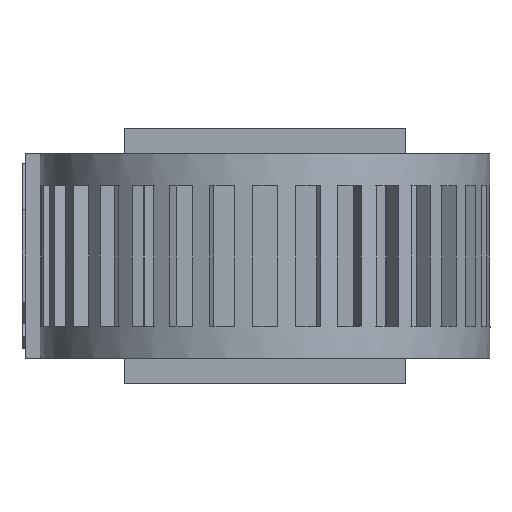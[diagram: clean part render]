
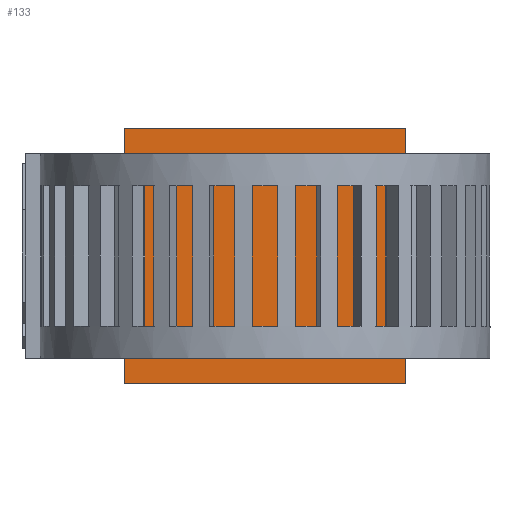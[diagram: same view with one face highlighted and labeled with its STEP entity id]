
A CAD part, front view. The second image highlights one B-rep face of the part: STEP entity #133.
In plain terms, the highlighted planar face has unit normal (0, -1, 0).
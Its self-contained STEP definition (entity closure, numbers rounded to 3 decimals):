
#133 = ADVANCED_FACE ( 'NONE', ( #4229 ), #724, .F. ) ;
#284 = EDGE_CURVE ( 'NONE', #1914, #1919, #3942, .T. ) ;
#333 = CARTESIAN_POINT ( 'NONE',  ( 10.236, 0., 9. ) ) ;
#429 = CARTESIAN_POINT ( 'NONE',  ( 0., 0., 10. ) ) ;
#724 = PLANE ( 'NONE',  #3430 ) ;
#771 = DIRECTION ( 'NONE',  ( 0., 1., 0. ) ) ;
#922 = DIRECTION ( 'NONE',  ( 0., 0., 1. ) ) ;
#1229 = EDGE_CURVE ( 'NONE', #1920, #1804, #3784, .T. ) ;
#1233 = EDGE_CURVE ( 'NONE', #1920, #1921, #3812, .T. ) ;
#1284 = EDGE_CURVE ( 'NONE', #1924, #1921, #3728, .T. ) ;
#1315 = EDGE_CURVE ( 'NONE', #1804, #1805, #3633, .T. ) ;
#1371 = EDGE_CURVE ( 'NONE', #1912, #1926, #3708, .T. ) ;
#1804 = VERTEX_POINT ( 'NONE', #2966 ) ;
#1805 = VERTEX_POINT ( 'NONE', #2961 ) ;
#1912 = VERTEX_POINT ( 'NONE', #2459 ) ;
#1914 = VERTEX_POINT ( 'NONE', #2457 ) ;
#1916 = VERTEX_POINT ( 'NONE', #2455 ) ;
#1917 = VERTEX_POINT ( 'NONE', #2450 ) ;
#1919 = VERTEX_POINT ( 'NONE', #2466 ) ;
#1920 = VERTEX_POINT ( 'NONE', #2469 ) ;
#1921 = VERTEX_POINT ( 'NONE', #2464 ) ;
#1923 = VERTEX_POINT ( 'NONE', #2462 ) ;
#1924 = VERTEX_POINT ( 'NONE', #2465 ) ;
#1926 = VERTEX_POINT ( 'NONE', #2463 ) ;
#2217 = ORIENTED_EDGE ( 'NONE', *, *, #3236, .T. ) ;
#2218 = ORIENTED_EDGE ( 'NONE', *, *, #4766, .T. ) ;
#2219 = ORIENTED_EDGE ( 'NONE', *, *, #1284, .T. ) ;
#2220 = ORIENTED_EDGE ( 'NONE', *, *, #1233, .F. ) ;
#2221 = ORIENTED_EDGE ( 'NONE', *, *, #1229, .T. ) ;
#2222 = ORIENTED_EDGE ( 'NONE', *, *, #1315, .T. ) ;
#2223 = ORIENTED_EDGE ( 'NONE', *, *, #4756, .F. ) ;
#2224 = ORIENTED_EDGE ( 'NONE', *, *, #284, .F. ) ;
#2225 = ORIENTED_EDGE ( 'NONE', *, *, #3229, .F. ) ;
#2226 = ORIENTED_EDGE ( 'NONE', *, *, #1371, .T. ) ;
#2227 = ORIENTED_EDGE ( 'NONE', *, *, #4748, .F. ) ;
#2228 = ORIENTED_EDGE ( 'NONE', *, *, #4769, .F. ) ;
#2275 = EDGE_LOOP ( 'NONE', ( #2217, #2218, #2219, #2220, #2221, #2222, #2223, #2224, #2225, #2226, #2227, #2228 ) ) ;
#2297 = DIRECTION ( 'NONE',  ( 0., 0., -1. ) ) ;
#2450 = CARTESIAN_POINT ( 'NONE',  ( 0., 0., 1. ) ) ;
#2455 = CARTESIAN_POINT ( 'NONE',  ( 0.8, 0., 1. ) ) ;
#2457 = CARTESIAN_POINT ( 'NONE',  ( 11., 0., 10. ) ) ;
#2459 = CARTESIAN_POINT ( 'NONE',  ( 0., 0., 10. ) ) ;
#2462 = CARTESIAN_POINT ( 'NONE',  ( 0.8, 0., 9. ) ) ;
#2463 = CARTESIAN_POINT ( 'NONE',  ( 0., 0., 9. ) ) ;
#2464 = CARTESIAN_POINT ( 'NONE',  ( 11., 0., 0. ) ) ;
#2465 = CARTESIAN_POINT ( 'NONE',  ( 0., 0., 0. ) ) ;
#2466 = CARTESIAN_POINT ( 'NONE',  ( 11., 0., 9. ) ) ;
#2469 = CARTESIAN_POINT ( 'NONE',  ( 11., 0., 1. ) ) ;
#2516 = CARTESIAN_POINT ( 'NONE',  ( 10.236, 0., 1. ) ) ;
#2590 = DIRECTION ( 'NONE',  ( -1., 0., 0. ) ) ;
#2696 = CARTESIAN_POINT ( 'NONE',  ( 11., 0., 10. ) ) ;
#2718 = CARTESIAN_POINT ( 'NONE',  ( 0., 0., 0. ) ) ;
#2722 = DIRECTION ( 'NONE',  ( 1., 0., 0. ) ) ;
#2814 = DIRECTION ( 'NONE',  ( 0., 0., 1. ) ) ;
#2823 = DIRECTION ( 'NONE',  ( 0., 0., -1. ) ) ;
#2825 = CARTESIAN_POINT ( 'NONE',  ( 11., 0., 10. ) ) ;
#2837 = CARTESIAN_POINT ( 'NONE',  ( 0., 0., 10. ) ) ;
#2892 = DIRECTION ( 'NONE',  ( 0., 0., -1. ) ) ;
#2961 = CARTESIAN_POINT ( 'NONE',  ( 10.236, 0., 9. ) ) ;
#2966 = CARTESIAN_POINT ( 'NONE',  ( 10.236, 0., 1. ) ) ;
#2987 = CARTESIAN_POINT ( 'NONE',  ( 10.236, 0., 1. ) ) ;
#3154 = DIRECTION ( 'NONE',  ( -1., 0., 0. ) ) ;
#3229 = EDGE_CURVE ( 'NONE', #1912, #1914, #4165, .T. ) ;
#3236 = EDGE_CURVE ( 'NONE', #1916, #1917, #4368, .T. ) ;
#3430 = AXIS2_PLACEMENT_3D ( 'NONE', #429, #771, #922 ) ;
#3633 = LINE ( 'NONE', #2987, #3639 ) ;
#3639 = VECTOR ( 'NONE', #2814, 1000. ) ;
#3658 = LINE ( 'NONE', #333, #3661 ) ;
#3661 = VECTOR ( 'NONE', #3154, 1000. ) ;
#3668 = LINE ( 'NONE', #5117, #3679 ) ;
#3677 = LINE ( 'NONE', #5123, #3687 ) ;
#3679 = VECTOR ( 'NONE', #5118, 1000. ) ;
#3687 = VECTOR ( 'NONE', #5124, 1000. ) ;
#3708 = LINE ( 'NONE', #2837, #4069 ) ;
#3728 = LINE ( 'NONE', #2718, #3733 ) ;
#3733 = VECTOR ( 'NONE', #2722, 1000. ) ;
#3784 = LINE ( 'NONE', #2516, #3810 ) ;
#3810 = VECTOR ( 'NONE', #2590, 1000. ) ;
#3812 = LINE ( 'NONE', #2825, #3818 ) ;
#3818 = VECTOR ( 'NONE', #2823, 1000. ) ;
#3942 = LINE ( 'NONE', #2696, #3950 ) ;
#3950 = VECTOR ( 'NONE', #2297, 1000. ) ;
#4069 = VECTOR ( 'NONE', #2892, 1000. ) ;
#4143 = LINE ( 'NONE', #5005, #4146 ) ;
#4146 = VECTOR ( 'NONE', #4854, 1000. ) ;
#4165 = LINE ( 'NONE', #4829, #4166 ) ;
#4166 = VECTOR ( 'NONE', #5031, 1000. ) ;
#4229 = FACE_OUTER_BOUND ( 'NONE', #2275, .T. ) ;
#4368 = LINE ( 'NONE', #4944, #4371 ) ;
#4371 = VECTOR ( 'NONE', #4896, 1000. ) ;
#4748 = EDGE_CURVE ( 'NONE', #1923, #1926, #4143, .T. ) ;
#4756 = EDGE_CURVE ( 'NONE', #1919, #1805, #3658, .T. ) ;
#4766 = EDGE_CURVE ( 'NONE', #1917, #1924, #3668, .T. ) ;
#4769 = EDGE_CURVE ( 'NONE', #1916, #1923, #3677, .T. ) ;
#4829 = CARTESIAN_POINT ( 'NONE',  ( 0., 0., 10. ) ) ;
#4854 = DIRECTION ( 'NONE',  ( -1., 0., 0. ) ) ;
#4896 = DIRECTION ( 'NONE',  ( -1., 0., 0. ) ) ;
#4944 = CARTESIAN_POINT ( 'NONE',  ( -0.457, 0., 1. ) ) ;
#5005 = CARTESIAN_POINT ( 'NONE',  ( -0.457, 0., 9. ) ) ;
#5031 = DIRECTION ( 'NONE',  ( 1., 0., 0. ) ) ;
#5117 = CARTESIAN_POINT ( 'NONE',  ( 0., 0., 10. ) ) ;
#5118 = DIRECTION ( 'NONE',  ( 0., 0., -1. ) ) ;
#5123 = CARTESIAN_POINT ( 'NONE',  ( 0.8, 0., 1. ) ) ;
#5124 = DIRECTION ( 'NONE',  ( 0., 0., 1. ) ) ;
